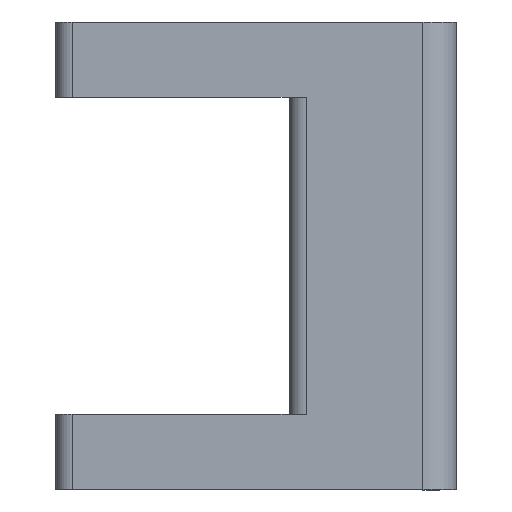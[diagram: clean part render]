
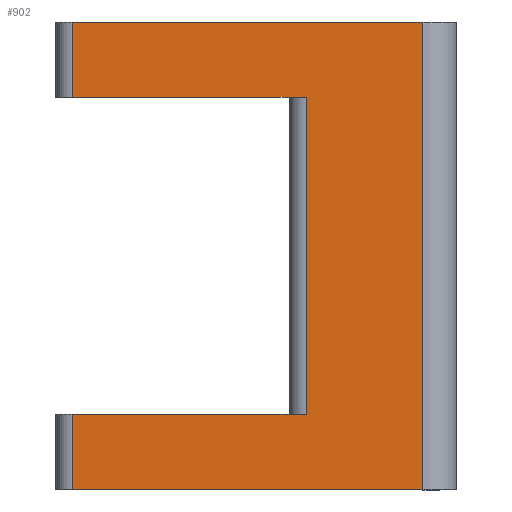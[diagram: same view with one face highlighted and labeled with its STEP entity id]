
A CAD part, top view. The second image highlights one B-rep face of the part: STEP entity #902.
In plain terms, the highlighted planar face has unit normal (0, 0, 1).
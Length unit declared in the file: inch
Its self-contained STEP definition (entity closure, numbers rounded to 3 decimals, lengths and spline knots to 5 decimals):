
#51=PLANE('',#1010);
#93=FACE_OUTER_BOUND('',#149,.T.);
#149=EDGE_LOOP('',(#834,#835,#836,#837,#838,#839,#840,#841));
#161=LINE('',#1305,#247);
#178=LINE('',#1367,#264);
#181=LINE('',#1382,#267);
#188=LINE('',#1399,#274);
#195=LINE('',#1411,#281);
#219=LINE('',#1486,#305);
#220=LINE('',#1489,#306);
#233=LINE('',#1522,#319);
#247=VECTOR('',#1038,0.3937);
#264=VECTOR('',#1089,0.3937);
#267=VECTOR('',#1104,0.3937);
#274=VECTOR('',#1117,0.3937);
#281=VECTOR('',#1128,0.3937);
#305=VECTOR('',#1216,0.3937);
#306=VECTOR('',#1221,0.3937);
#319=VECTOR('',#1258,0.3937);
#379=VERTEX_POINT('',#1302);
#380=VERTEX_POINT('',#1304);
#407=VERTEX_POINT('',#1364);
#408=VERTEX_POINT('',#1366);
#413=VERTEX_POINT('',#1378);
#421=VERTEX_POINT('',#1397);
#442=VERTEX_POINT('',#1483);
#443=VERTEX_POINT('',#1485);
#467=EDGE_CURVE('',#380,#379,#161,.T.);
#498=EDGE_CURVE('',#407,#408,#178,.T.);
#506=EDGE_CURVE('',#408,#413,#181,.T.);
#514=EDGE_CURVE('',#421,#379,#188,.T.);
#521=EDGE_CURVE('',#380,#407,#195,.T.);
#560=EDGE_CURVE('',#442,#443,#219,.T.);
#562=EDGE_CURVE('',#443,#421,#220,.T.);
#579=EDGE_CURVE('',#442,#413,#233,.T.);
#834=ORIENTED_EDGE('',*,*,#506,.F.);
#835=ORIENTED_EDGE('',*,*,#498,.F.);
#836=ORIENTED_EDGE('',*,*,#521,.F.);
#837=ORIENTED_EDGE('',*,*,#467,.T.);
#838=ORIENTED_EDGE('',*,*,#514,.F.);
#839=ORIENTED_EDGE('',*,*,#562,.F.);
#840=ORIENTED_EDGE('',*,*,#560,.F.);
#841=ORIENTED_EDGE('',*,*,#579,.T.);
#902=ADVANCED_FACE('',(#93),#51,.T.);
#1010=AXIS2_PLACEMENT_3D('',#1529,#1269,#1270);
#1038=DIRECTION('',(-1.,0.,0.));
#1089=DIRECTION('',(-1.,0.,0.));
#1104=DIRECTION('',(0.,1.,0.));
#1117=DIRECTION('',(0.,1.,0.));
#1128=DIRECTION('',(0.,1.,0.));
#1216=DIRECTION('',(0.,-1.,0.));
#1221=DIRECTION('',(-1.,0.,0.));
#1258=DIRECTION('',(-1.,0.,0.));
#1269=DIRECTION('center_axis',(0.,0.,1.));
#1270=DIRECTION('ref_axis',(1.,0.,0.));
#1302=CARTESIAN_POINT('',(-2.25,0.25,0.625));
#1304=CARTESIAN_POINT('',(-0.5,0.25,0.625));
#1305=CARTESIAN_POINT('',(-0.625,0.25,0.625));
#1364=CARTESIAN_POINT('',(-0.5,2.625,0.625));
#1366=CARTESIAN_POINT('',(-2.25,2.625,0.625));
#1367=CARTESIAN_POINT('',(-0.625,2.625,0.625));
#1378=CARTESIAN_POINT('',(-2.25,3.1875,0.625));
#1382=CARTESIAN_POINT('',(-2.25,1.45313,0.625));
#1397=CARTESIAN_POINT('',(-2.25,-0.3125,0.625));
#1399=CARTESIAN_POINT('',(-2.25,-0.01563,0.625));
#1411=CARTESIAN_POINT('',(-0.5,0.,0.625));
#1483=CARTESIAN_POINT('',(0.375,3.1875,0.625));
#1485=CARTESIAN_POINT('',(0.375,-0.3125,0.625));
#1486=CARTESIAN_POINT('',(0.375,0.,0.625));
#1489=CARTESIAN_POINT('',(0.625,-0.3125,0.625));
#1522=CARTESIAN_POINT('',(-0.625,3.1875,0.625));
#1529=CARTESIAN_POINT('Origin',(-0.625,0.,0.625));
